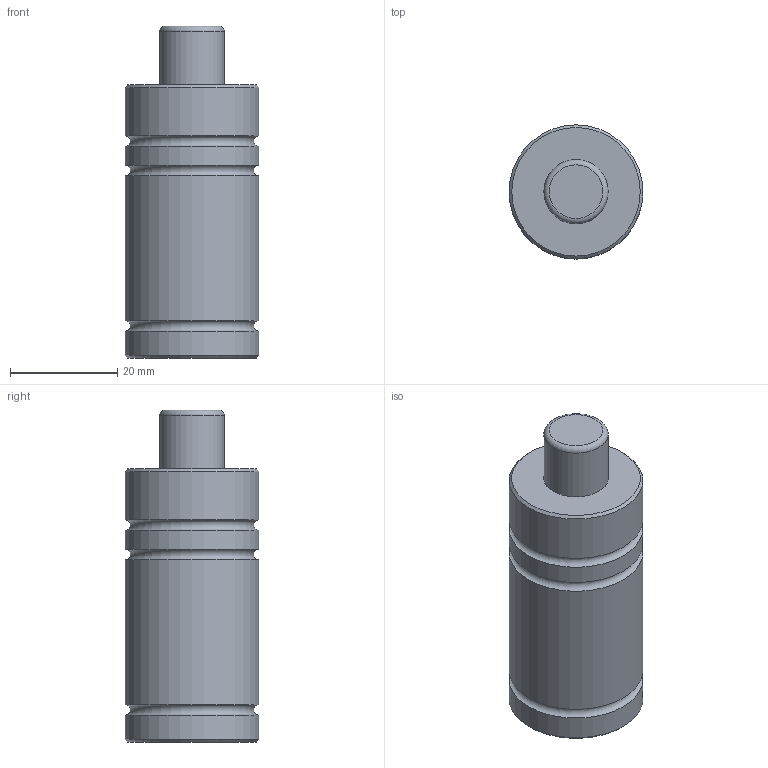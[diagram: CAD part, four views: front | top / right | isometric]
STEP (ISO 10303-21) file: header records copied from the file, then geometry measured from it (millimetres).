
FILE_DESCRIPTION(/* description */ ('STEP AP203'),/* implementation_level */ '2;1');
FILE_NAME(/* name */ 'K25_010_A.stp',/* time_stamp */ '2019-07-26T14:45:47+03:00',/* author */ ('Doğan'),/* organization */ (''),/* preprocessor_version */ 'ST-DEVELOPER v18',/* originating_system */ 'Autodesk Inventor 2020',/* authorisation */ '');
FILE_SCHEMA (('CONFIG_CONTROL_DESIGN'));
Length unit declared in the file: millimetre
Products named in the file (1): K25_010_A
Bounding box: 25 x 25 x 62 mm (x, y, z)
Volume: 25646.2 mm3; surface area: 5757.3 mm2
Topology: 1 solids, 1 shells, 19 faces, 49 edges, 34 vertices
Faces by surface type: cylinder 7, torus 4, cone 4, plane 4
Full cylindrical faces by diameter (mm): 5 x2, 12 x1, 25 x4
Entity records: 648 total; most frequent: DIRECTION 125, CARTESIAN_POINT 102, ORIENTED_EDGE 96, AXIS2_PLACEMENT_3D 57, EDGE_CURVE 48, CIRCLE 37, VERTEX_POINT 34, EDGE_LOOP 22
